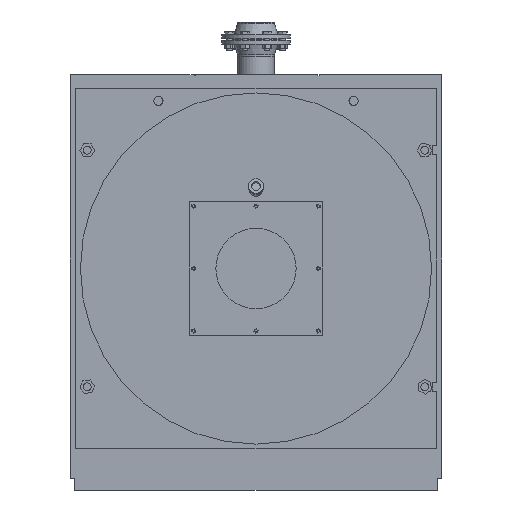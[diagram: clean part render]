
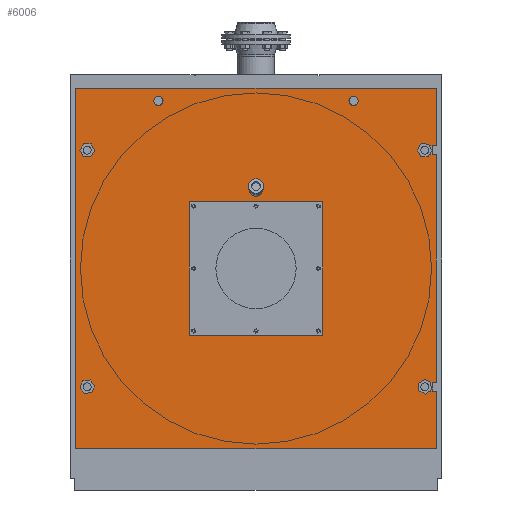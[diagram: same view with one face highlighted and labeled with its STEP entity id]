
A CAD part, front view. The second image highlights one B-rep face of the part: STEP entity #6006.
In plain terms, the highlighted face is planar.
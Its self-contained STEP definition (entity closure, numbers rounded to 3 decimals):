
#311=ELLIPSE('',#6635,29.505,28.5);
#312=ELLIPSE('',#6636,29.505,28.5);
#384=FACE_BOUND('',#1243,.T.);
#385=FACE_BOUND('',#1244,.T.);
#386=FACE_BOUND('',#1245,.T.);
#387=FACE_BOUND('',#1246,.T.);
#388=FACE_BOUND('',#1247,.T.);
#389=FACE_BOUND('',#1248,.T.);
#548=PLANE('',#6632);
#827=FACE_OUTER_BOUND('',#1242,.T.);
#1242=EDGE_LOOP('',(#4803,#4804,#4805,#4806,#4807,#4808,#4809,#4810,#4811,
#4812,#4813,#4814));
#1243=EDGE_LOOP('',(#4815,#4816,#4817));
#1244=EDGE_LOOP('',(#4818,#4819,#4820,#4821));
#1245=EDGE_LOOP('',(#4822));
#1246=EDGE_LOOP('',(#4823));
#1247=EDGE_LOOP('',(#4824));
#1248=EDGE_LOOP('',(#4825));
#1603=CIRCLE('',#6633,20.);
#1604=CIRCLE('',#6634,20.);
#1605=CIRCLE('',#6637,20.);
#1606=CIRCLE('',#6638,20.);
#1607=CIRCLE('',#6639,20.);
#1608=CIRCLE('',#6640,20.);
#1931=LINE('',#9600,#2450);
#1936=LINE('',#9611,#2455);
#1940=LINE('',#9618,#2459);
#1943=LINE('',#9624,#2462);
#2045=LINE('',#9853,#2564);
#2048=LINE('',#9858,#2567);
#2050=LINE('',#9862,#2569);
#2052=LINE('',#9865,#2571);
#2063=LINE('',#9911,#2582);
#2064=LINE('',#9915,#2583);
#2065=LINE('',#9916,#2584);
#2066=LINE('',#9918,#2585);
#2067=LINE('',#9920,#2586);
#2068=LINE('',#9923,#2587);
#2069=LINE('',#9929,#2588);
#2450=VECTOR('',#7538,10.);
#2455=VECTOR('',#7545,10.);
#2459=VECTOR('',#7551,10.);
#2462=VECTOR('',#7556,10.);
#2564=VECTOR('',#7716,10.);
#2567=VECTOR('',#7721,10.);
#2569=VECTOR('',#7725,10.);
#2571=VECTOR('',#7729,10.);
#2582=VECTOR('',#7780,10.);
#2583=VECTOR('',#7783,10.);
#2584=VECTOR('',#7784,10.);
#2585=VECTOR('',#7785,10.);
#2586=VECTOR('',#7786,10.);
#2587=VECTOR('',#7789,10.);
#2588=VECTOR('',#7794,10.);
#2950=VERTEX_POINT('',#9597);
#2951=VERTEX_POINT('',#9599);
#2955=VERTEX_POINT('',#9608);
#2956=VERTEX_POINT('',#9610);
#2958=VERTEX_POINT('',#9616);
#2960=VERTEX_POINT('',#9622);
#3057=VERTEX_POINT('',#9851);
#3058=VERTEX_POINT('',#9852);
#3059=VERTEX_POINT('',#9857);
#3060=VERTEX_POINT('',#9861);
#3075=VERTEX_POINT('',#9910);
#3076=VERTEX_POINT('',#9912);
#3077=VERTEX_POINT('',#9914);
#3078=VERTEX_POINT('',#9917);
#3079=VERTEX_POINT('',#9919);
#3080=VERTEX_POINT('',#9921);
#3081=VERTEX_POINT('',#9924);
#3082=VERTEX_POINT('',#9925);
#3083=VERTEX_POINT('',#9927);
#3084=VERTEX_POINT('',#9930);
#3085=VERTEX_POINT('',#9932);
#3086=VERTEX_POINT('',#9934);
#3087=VERTEX_POINT('',#9936);
#3556=EDGE_CURVE('',#2951,#2950,#1931,.T.);
#3561=EDGE_CURVE('',#2956,#2955,#1936,.T.);
#3565=EDGE_CURVE('',#2955,#2958,#1940,.T.);
#3568=EDGE_CURVE('',#2958,#2960,#1943,.T.);
#3678=EDGE_CURVE('',#3057,#3058,#2045,.T.);
#3681=EDGE_CURVE('',#3059,#3057,#2048,.T.);
#3683=EDGE_CURVE('',#3060,#3059,#2050,.T.);
#3685=EDGE_CURVE('',#3058,#3060,#2052,.T.);
#3706=EDGE_CURVE('',#2950,#3075,#2063,.T.);
#3707=EDGE_CURVE('',#3075,#3076,#1603,.T.);
#3708=EDGE_CURVE('',#3076,#3077,#2064,.T.);
#3709=EDGE_CURVE('',#3077,#2956,#2065,.T.);
#3710=EDGE_CURVE('',#2960,#3078,#2066,.T.);
#3711=EDGE_CURVE('',#3078,#3079,#2067,.T.);
#3712=EDGE_CURVE('',#3079,#3080,#1604,.T.);
#3713=EDGE_CURVE('',#3080,#2951,#2068,.T.);
#3714=EDGE_CURVE('',#3081,#3082,#311,.T.);
#3715=EDGE_CURVE('',#3082,#3083,#312,.T.);
#3716=EDGE_CURVE('',#3083,#3081,#2069,.T.);
#3717=EDGE_CURVE('',#3084,#3084,#1605,.T.);
#3718=EDGE_CURVE('',#3085,#3085,#1606,.T.);
#3719=EDGE_CURVE('',#3086,#3086,#1607,.T.);
#3720=EDGE_CURVE('',#3087,#3087,#1608,.T.);
#4803=ORIENTED_EDGE('',*,*,#3706,.T.);
#4804=ORIENTED_EDGE('',*,*,#3707,.T.);
#4805=ORIENTED_EDGE('',*,*,#3708,.T.);
#4806=ORIENTED_EDGE('',*,*,#3709,.T.);
#4807=ORIENTED_EDGE('',*,*,#3561,.T.);
#4808=ORIENTED_EDGE('',*,*,#3565,.T.);
#4809=ORIENTED_EDGE('',*,*,#3568,.T.);
#4810=ORIENTED_EDGE('',*,*,#3710,.T.);
#4811=ORIENTED_EDGE('',*,*,#3711,.T.);
#4812=ORIENTED_EDGE('',*,*,#3712,.T.);
#4813=ORIENTED_EDGE('',*,*,#3713,.T.);
#4814=ORIENTED_EDGE('',*,*,#3556,.T.);
#4815=ORIENTED_EDGE('',*,*,#3714,.T.);
#4816=ORIENTED_EDGE('',*,*,#3715,.T.);
#4817=ORIENTED_EDGE('',*,*,#3716,.T.);
#4818=ORIENTED_EDGE('',*,*,#3685,.T.);
#4819=ORIENTED_EDGE('',*,*,#3683,.T.);
#4820=ORIENTED_EDGE('',*,*,#3681,.T.);
#4821=ORIENTED_EDGE('',*,*,#3678,.T.);
#4822=ORIENTED_EDGE('',*,*,#3717,.T.);
#4823=ORIENTED_EDGE('',*,*,#3718,.T.);
#4824=ORIENTED_EDGE('',*,*,#3719,.T.);
#4825=ORIENTED_EDGE('',*,*,#3720,.T.);
#6006=ADVANCED_FACE('',(#827,#384,#385,#386,#387,#388,#389),#548,.T.);
#6632=AXIS2_PLACEMENT_3D('',#9909,#7778,#7779);
#6633=AXIS2_PLACEMENT_3D('',#9913,#7781,#7782);
#6634=AXIS2_PLACEMENT_3D('',#9922,#7787,#7788);
#6635=AXIS2_PLACEMENT_3D('',#9926,#7790,#7791);
#6636=AXIS2_PLACEMENT_3D('',#9928,#7792,#7793);
#6637=AXIS2_PLACEMENT_3D('',#9931,#7795,#7796);
#6638=AXIS2_PLACEMENT_3D('',#9933,#7797,#7798);
#6639=AXIS2_PLACEMENT_3D('',#9935,#7799,#7800);
#6640=AXIS2_PLACEMENT_3D('',#9937,#7801,#7802);
#7538=DIRECTION('',(0.,1.,0.));
#7545=DIRECTION('',(-1.,0.,0.));
#7551=DIRECTION('',(0.,-1.,0.));
#7556=DIRECTION('',(1.,0.,0.));
#7716=DIRECTION('',(1.,0.,0.));
#7721=DIRECTION('',(0.,1.,0.));
#7725=DIRECTION('',(-1.,0.,0.));
#7729=DIRECTION('',(0.,-1.,0.));
#7778=DIRECTION('center_axis',(0.,0.,1.));
#7779=DIRECTION('ref_axis',(1.,0.,0.));
#7780=DIRECTION('',(-1.,0.,0.));
#7781=DIRECTION('center_axis',(0.,0.,-1.));
#7782=DIRECTION('ref_axis',(0.,1.,0.));
#7783=DIRECTION('',(1.,0.,0.));
#7784=DIRECTION('',(0.,1.,0.));
#7785=DIRECTION('',(0.,1.,0.));
#7786=DIRECTION('',(-1.,0.,0.));
#7787=DIRECTION('center_axis',(0.,0.,-1.));
#7788=DIRECTION('ref_axis',(0.,1.,0.));
#7789=DIRECTION('',(1.,0.,0.));
#7790=DIRECTION('center_axis',(0.,0.,-1.));
#7791=DIRECTION('ref_axis',(0.,-1.,0.));
#7792=DIRECTION('center_axis',(0.,0.,-1.));
#7793=DIRECTION('ref_axis',(0.,-1.,0.));
#7794=DIRECTION('',(-1.,0.,0.));
#7795=DIRECTION('center_axis',(0.,0.,-1.));
#7796=DIRECTION('ref_axis',(1.,0.,0.));
#7797=DIRECTION('center_axis',(0.,0.,-1.));
#7798=DIRECTION('ref_axis',(1.,0.,0.));
#7799=DIRECTION('center_axis',(0.,0.,-1.));
#7800=DIRECTION('ref_axis',(1.,0.,0.));
#7801=DIRECTION('center_axis',(0.,0.,-1.));
#7802=DIRECTION('ref_axis',(1.,0.,0.));
#9597=CARTESIAN_POINT('',(-25.,1460.,244.5));
#9599=CARTESIAN_POINT('',(-25.,470.,244.5));
#9600=CARTESIAN_POINT('',(-25.,180.,244.5));
#9608=CARTESIAN_POINT('',(-1595.,1750.,244.5));
#9610=CARTESIAN_POINT('',(-25.,1750.,244.5));
#9611=CARTESIAN_POINT('',(-25.,1750.,244.5));
#9616=CARTESIAN_POINT('',(-1595.,180.,244.5));
#9618=CARTESIAN_POINT('',(-1595.,1750.,244.5));
#9622=CARTESIAN_POINT('',(-25.,180.,244.5));
#9624=CARTESIAN_POINT('',(-1595.,180.,244.5));
#9851=CARTESIAN_POINT('',(-1101.667,1256.667,244.5));
#9852=CARTESIAN_POINT('',(-518.333,1256.667,244.5));
#9853=CARTESIAN_POINT('',(-664.167,1256.667,244.5));
#9857=CARTESIAN_POINT('',(-1101.667,673.333,244.5));
#9858=CARTESIAN_POINT('',(-1101.667,1110.833,244.5));
#9861=CARTESIAN_POINT('',(-518.333,673.333,244.5));
#9862=CARTESIAN_POINT('',(-955.833,673.333,244.5));
#9865=CARTESIAN_POINT('',(-518.333,819.167,244.5));
#9909=CARTESIAN_POINT('Origin',(-810.,965.,244.5));
#9910=CARTESIAN_POINT('',(-75.,1460.,244.5));
#9911=CARTESIAN_POINT('',(-417.5,1460.,244.5));
#9912=CARTESIAN_POINT('',(-75.,1500.,244.5));
#9913=CARTESIAN_POINT('Origin',(-75.,1480.,244.5));
#9914=CARTESIAN_POINT('',(-25.,1500.,244.5));
#9915=CARTESIAN_POINT('',(-442.5,1500.,244.5));
#9916=CARTESIAN_POINT('',(-25.,180.,244.5));
#9917=CARTESIAN_POINT('',(-25.,430.,244.5));
#9918=CARTESIAN_POINT('',(-25.,180.,244.5));
#9919=CARTESIAN_POINT('',(-75.,430.,244.5));
#9920=CARTESIAN_POINT('',(-417.5,430.,244.5));
#9921=CARTESIAN_POINT('',(-75.,470.,244.5));
#9922=CARTESIAN_POINT('Origin',(-75.,450.,244.5));
#9923=CARTESIAN_POINT('',(-442.5,470.,244.5));
#9924=CARTESIAN_POINT('',(-834.852,1293.987,244.5));
#9925=CARTESIAN_POINT('',(-781.5,1308.43,244.5));
#9926=CARTESIAN_POINT('Origin',(-810.,1308.43,244.5));
#9927=CARTESIAN_POINT('',(-785.148,1293.987,244.5));
#9928=CARTESIAN_POINT('Origin',(-810.,1308.43,244.5));
#9929=CARTESIAN_POINT('',(-810.,1293.987,244.5));
#9930=CARTESIAN_POINT('',(-1255.,1695.,244.5));
#9931=CARTESIAN_POINT('Origin',(-1235.,1695.,244.5));
#9932=CARTESIAN_POINT('',(-1565.,1480.,244.5));
#9933=CARTESIAN_POINT('Origin',(-1545.,1480.,244.5));
#9934=CARTESIAN_POINT('',(-405.,1695.,244.5));
#9935=CARTESIAN_POINT('Origin',(-385.,1695.,244.5));
#9936=CARTESIAN_POINT('',(-1565.,450.,244.5));
#9937=CARTESIAN_POINT('Origin',(-1545.,450.,244.5));
